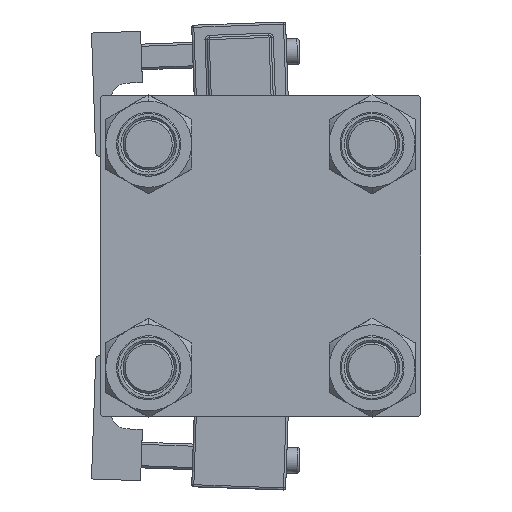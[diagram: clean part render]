
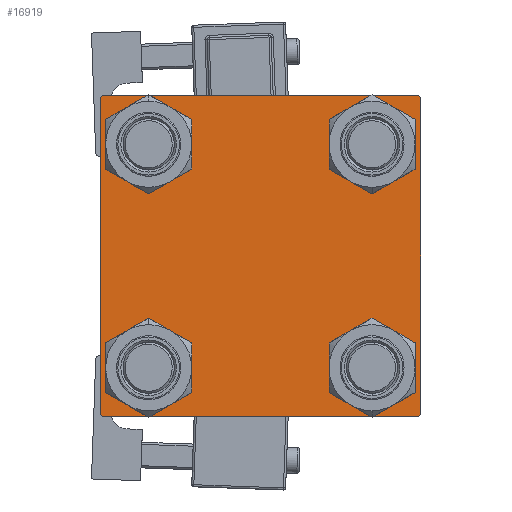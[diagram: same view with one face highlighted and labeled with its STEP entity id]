
A CAD part, left-side view. The second image highlights one B-rep face of the part: STEP entity #16919.
In plain terms, the highlighted planar face has unit normal (-1, 0, 0).
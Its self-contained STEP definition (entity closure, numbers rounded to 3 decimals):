
#132 = VECTOR ( 'NONE', #39137, 1000. ) ;
#471 = CARTESIAN_POINT ( 'NONE',  ( 0., -37.25, 37.25 ) ) ;
#534 = VERTEX_POINT ( 'NONE', #49368 ) ;
#552 = CARTESIAN_POINT ( 'NONE',  ( 0., -26.15, -26.15 ) ) ;
#1032 = ORIENTED_EDGE ( 'NONE', *, *, #53314, .T. ) ;
#1118 = CARTESIAN_POINT ( 'NONE',  ( 0., 37.5, 37. ) ) ;
#1803 = CARTESIAN_POINT ( 'NONE',  ( 0., 26.15, 19.65 ) ) ;
#2155 = LINE ( 'NONE', #15573, #47649 ) ;
#2380 = DIRECTION ( 'NONE',  ( 1., 0., 0. ) ) ;
#3760 = CARTESIAN_POINT ( 'NONE',  ( 0., -37.25, -37.25 ) ) ;
#5154 = CARTESIAN_POINT ( 'NONE',  ( 0., -37.5, -37. ) ) ;
#5502 = CARTESIAN_POINT ( 'NONE',  ( 0., 37., -37.5 ) ) ;
#5563 = ORIENTED_EDGE ( 'NONE', *, *, #29316, .T. ) ;
#5618 = LINE ( 'NONE', #34699, #8636 ) ;
#5854 = CARTESIAN_POINT ( 'NONE',  ( 0., 26.15, -26.15 ) ) ;
#5953 = CARTESIAN_POINT ( 'NONE',  ( 0., 26.15, 32.65 ) ) ;
#6227 = CARTESIAN_POINT ( 'NONE',  ( 0., 26.15, 26.15 ) ) ;
#6263 = DIRECTION ( 'NONE',  ( 0., -1., 0. ) ) ;
#7320 = DIRECTION ( 'NONE',  ( 0., 0., 1. ) ) ;
#7898 = VERTEX_POINT ( 'NONE', #34115 ) ;
#7941 = ORIENTED_EDGE ( 'NONE', *, *, #22178, .F. ) ;
#8087 = CARTESIAN_POINT ( 'NONE',  ( 0., 26.15, 26.15 ) ) ;
#8503 = DIRECTION ( 'NONE',  ( 1., 0., 0. ) ) ;
#8636 = VECTOR ( 'NONE', #38267, 1000. ) ;
#8812 = EDGE_CURVE ( 'NONE', #21087, #49830, #5618, .T. ) ;
#8823 = EDGE_LOOP ( 'NONE', ( #49455, #23637 ) ) ;
#9685 = DIRECTION ( 'NONE',  ( 1., 0., 0. ) ) ;
#10160 = VERTEX_POINT ( 'NONE', #1118 ) ;
#12013 = FACE_BOUND ( 'NONE', #27721, .T. ) ;
#12084 = VECTOR ( 'NONE', #23895, 1000. ) ;
#13000 = EDGE_CURVE ( 'NONE', #36211, #52730, #36872, .T. ) ;
#13088 = CARTESIAN_POINT ( 'NONE',  ( 0., 0., 0. ) ) ;
#13140 = DIRECTION ( 'NONE',  ( 1., 0., 0. ) ) ;
#13516 = VERTEX_POINT ( 'NONE', #5502 ) ;
#13542 = VERTEX_POINT ( 'NONE', #43604 ) ;
#13604 = AXIS2_PLACEMENT_3D ( 'NONE', #50727, #8503, #24442 ) ;
#14060 = EDGE_CURVE ( 'NONE', #48552, #10160, #48158, .T. ) ;
#14225 = EDGE_CURVE ( 'NONE', #52730, #36211, #49152, .T. ) ;
#15573 = CARTESIAN_POINT ( 'NONE',  ( 0., 37.5, 37.5 ) ) ;
#16919 = ADVANCED_FACE ( 'NONE', ( #12013, #45760, #29307, #46291, #32894 ), #24920, .T. ) ;
#17098 = EDGE_CURVE ( 'NONE', #534, #24210, #19551, .T. ) ;
#17178 = DIRECTION ( 'NONE',  ( 0., 0.707, 0.707 ) ) ;
#17259 = DIRECTION ( 'NONE',  ( 0., 0., 1. ) ) ;
#17340 = ORIENTED_EDGE ( 'NONE', *, *, #29475, .T. ) ;
#19360 = EDGE_CURVE ( 'NONE', #13542, #51098, #52750, .T. ) ;
#19525 = ORIENTED_EDGE ( 'NONE', *, *, #14060, .T. ) ;
#19551 = CIRCLE ( 'NONE', #37947, 6.5 ) ;
#20943 = CARTESIAN_POINT ( 'NONE',  ( 0., 37.5, -37.5 ) ) ;
#21087 = VERTEX_POINT ( 'NONE', #29271 ) ;
#21231 = CARTESIAN_POINT ( 'NONE',  ( 0., -26.15, -32.65 ) ) ;
#21972 = ORIENTED_EDGE ( 'NONE', *, *, #8812, .F. ) ;
#22178 = EDGE_CURVE ( 'NONE', #48552, #30584, #2155, .T. ) ;
#22226 = ORIENTED_EDGE ( 'NONE', *, *, #45613, .T. ) ;
#23102 = EDGE_CURVE ( 'NONE', #7898, #49830, #32839, .T. ) ;
#23637 = ORIENTED_EDGE ( 'NONE', *, *, #14225, .T. ) ;
#23746 = DIRECTION ( 'NONE',  ( 1., 0., 0. ) ) ;
#23895 = DIRECTION ( 'NONE',  ( 0., 0., -1. ) ) ;
#23986 = DIRECTION ( 'NONE',  ( 1., 0., 0. ) ) ;
#24210 = VERTEX_POINT ( 'NONE', #21231 ) ;
#24229 = ORIENTED_EDGE ( 'NONE', *, *, #19360, .T. ) ;
#24442 = DIRECTION ( 'NONE',  ( 0., 0., 1. ) ) ;
#24819 = VECTOR ( 'NONE', #17178, 1000. ) ;
#24823 = DIRECTION ( 'NONE',  ( 0., 0., 1. ) ) ;
#24920 = PLANE ( 'NONE',  #34428 ) ;
#24980 = CARTESIAN_POINT ( 'NONE',  ( 0., 37.5, -37. ) ) ;
#25151 = LINE ( 'NONE', #471, #24819 ) ;
#26349 = AXIS2_PLACEMENT_3D ( 'NONE', #6227, #2380, #7320 ) ;
#26404 = VERTEX_POINT ( 'NONE', #51932 ) ;
#26424 = DIRECTION ( 'NONE',  ( 0., 0., 1. ) ) ;
#26932 = EDGE_LOOP ( 'NONE', ( #38467, #17340 ) ) ;
#27621 = CIRCLE ( 'NONE', #13604, 6.5 ) ;
#27721 = EDGE_LOOP ( 'NONE', ( #1032, #47407 ) ) ;
#27810 = CARTESIAN_POINT ( 'NONE',  ( 0., -26.15, -26.15 ) ) ;
#29041 = DIRECTION ( 'NONE',  ( -1., 0., 0. ) ) ;
#29271 = CARTESIAN_POINT ( 'NONE',  ( 0., -37.5, 37. ) ) ;
#29307 = FACE_BOUND ( 'NONE', #52190, .T. ) ;
#29316 = EDGE_CURVE ( 'NONE', #10160, #34709, #36521, .T. ) ;
#29475 = EDGE_CURVE ( 'NONE', #24210, #534, #50605, .T. ) ;
#30584 = VERTEX_POINT ( 'NONE', #34558 ) ;
#31575 = ORIENTED_EDGE ( 'NONE', *, *, #23102, .T. ) ;
#31826 = DIRECTION ( 'NONE',  ( 0., -0.707, -0.707 ) ) ;
#32135 = CARTESIAN_POINT ( 'NONE',  ( 0., 37., 37.5 ) ) ;
#32839 = LINE ( 'NONE', #3760, #45879 ) ;
#32894 = FACE_OUTER_BOUND ( 'NONE', #53011, .T. ) ;
#34115 = CARTESIAN_POINT ( 'NONE',  ( 0., -37., -37.5 ) ) ;
#34353 = DIRECTION ( 'NONE',  ( 0., 0., 1. ) ) ;
#34428 = AXIS2_PLACEMENT_3D ( 'NONE', #13088, #29041, #53969 ) ;
#34558 = CARTESIAN_POINT ( 'NONE',  ( 0., -37., 37.5 ) ) ;
#34699 = CARTESIAN_POINT ( 'NONE',  ( 0., -37.5, 37.5 ) ) ;
#34709 = VERTEX_POINT ( 'NONE', #24980 ) ;
#36211 = VERTEX_POINT ( 'NONE', #5953 ) ;
#36521 = LINE ( 'NONE', #44742, #12084 ) ;
#36727 = CIRCLE ( 'NONE', #52456, 6.5 ) ;
#36872 = CIRCLE ( 'NONE', #26349, 6.5 ) ;
#36965 = DIRECTION ( 'NONE',  ( 0., -0.707, 0.707 ) ) ;
#37947 = AXIS2_PLACEMENT_3D ( 'NONE', #27810, #23986, #53035 ) ;
#38156 = CARTESIAN_POINT ( 'NONE',  ( 0., 26.15, -32.65 ) ) ;
#38267 = DIRECTION ( 'NONE',  ( 0., 0., -1. ) ) ;
#38467 = ORIENTED_EDGE ( 'NONE', *, *, #17098, .T. ) ;
#39137 = DIRECTION ( 'NONE',  ( 0., 0.707, -0.707 ) ) ;
#40894 = ORIENTED_EDGE ( 'NONE', *, *, #48481, .T. ) ;
#41329 = VERTEX_POINT ( 'NONE', #48464 ) ;
#42432 = VECTOR ( 'NONE', #31826, 1000. ) ;
#42556 = CARTESIAN_POINT ( 'NONE',  ( 0., -26.15, 26.15 ) ) ;
#42820 = DIRECTION ( 'NONE',  ( 0., 0., 1. ) ) ;
#43122 = DIRECTION ( 'NONE',  ( 1., 0., 0. ) ) ;
#43397 = ORIENTED_EDGE ( 'NONE', *, *, #47288, .T. ) ;
#43604 = CARTESIAN_POINT ( 'NONE',  ( 0., 26.15, -19.65 ) ) ;
#44521 = AXIS2_PLACEMENT_3D ( 'NONE', #552, #13140, #17259 ) ;
#44742 = CARTESIAN_POINT ( 'NONE',  ( 0., 37.5, 37.5 ) ) ;
#44848 = EDGE_CURVE ( 'NONE', #21087, #30584, #25151, .T. ) ;
#45107 = CIRCLE ( 'NONE', #48652, 6.5 ) ;
#45613 = EDGE_CURVE ( 'NONE', #13516, #7898, #49483, .T. ) ;
#45760 = FACE_BOUND ( 'NONE', #26932, .T. ) ;
#45879 = VECTOR ( 'NONE', #36965, 1000. ) ;
#46291 = FACE_BOUND ( 'NONE', #8823, .T. ) ;
#46547 = AXIS2_PLACEMENT_3D ( 'NONE', #8087, #23746, #24823 ) ;
#46936 = DIRECTION ( 'NONE',  ( 1., 0., 0. ) ) ;
#46961 = CARTESIAN_POINT ( 'NONE',  ( 0., 26.15, -26.15 ) ) ;
#47288 = EDGE_CURVE ( 'NONE', #34709, #13516, #48279, .T. ) ;
#47407 = ORIENTED_EDGE ( 'NONE', *, *, #48632, .T. ) ;
#47533 = AXIS2_PLACEMENT_3D ( 'NONE', #5854, #9685, #26424 ) ;
#47649 = VECTOR ( 'NONE', #6263, 1000. ) ;
#48158 = LINE ( 'NONE', #52795, #132 ) ;
#48279 = LINE ( 'NONE', #52365, #42432 ) ;
#48464 = CARTESIAN_POINT ( 'NONE',  ( 0., -26.15, 19.65 ) ) ;
#48481 = EDGE_CURVE ( 'NONE', #51098, #13542, #45107, .T. ) ;
#48552 = VERTEX_POINT ( 'NONE', #32135 ) ;
#48632 = EDGE_CURVE ( 'NONE', #41329, #26404, #27621, .T. ) ;
#48639 = ORIENTED_EDGE ( 'NONE', *, *, #44848, .T. ) ;
#48652 = AXIS2_PLACEMENT_3D ( 'NONE', #46961, #43122, #34353 ) ;
#49152 = CIRCLE ( 'NONE', #46547, 6.5 ) ;
#49368 = CARTESIAN_POINT ( 'NONE',  ( 0., -26.15, -19.65 ) ) ;
#49455 = ORIENTED_EDGE ( 'NONE', *, *, #13000, .T. ) ;
#49483 = LINE ( 'NONE', #20943, #53776 ) ;
#49830 = VERTEX_POINT ( 'NONE', #5154 ) ;
#50605 = CIRCLE ( 'NONE', #44521, 6.5 ) ;
#50727 = CARTESIAN_POINT ( 'NONE',  ( 0., -26.15, 26.15 ) ) ;
#51098 = VERTEX_POINT ( 'NONE', #38156 ) ;
#51932 = CARTESIAN_POINT ( 'NONE',  ( 0., -26.15, 32.65 ) ) ;
#52190 = EDGE_LOOP ( 'NONE', ( #24229, #40894 ) ) ;
#52365 = CARTESIAN_POINT ( 'NONE',  ( 0., 37.25, -37.25 ) ) ;
#52456 = AXIS2_PLACEMENT_3D ( 'NONE', #42556, #46936, #42820 ) ;
#52730 = VERTEX_POINT ( 'NONE', #1803 ) ;
#52750 = CIRCLE ( 'NONE', #47533, 6.5 ) ;
#52795 = CARTESIAN_POINT ( 'NONE',  ( 0., 37.25, 37.25 ) ) ;
#53011 = EDGE_LOOP ( 'NONE', ( #5563, #43397, #22226, #31575, #21972, #48639, #7941, #19525 ) ) ;
#53035 = DIRECTION ( 'NONE',  ( 0., 0., 1. ) ) ;
#53314 = EDGE_CURVE ( 'NONE', #26404, #41329, #36727, .T. ) ;
#53776 = VECTOR ( 'NONE', #54108, 1000. ) ;
#53969 = DIRECTION ( 'NONE',  ( 0., 0., 1. ) ) ;
#54108 = DIRECTION ( 'NONE',  ( 0., -1., 0. ) ) ;
